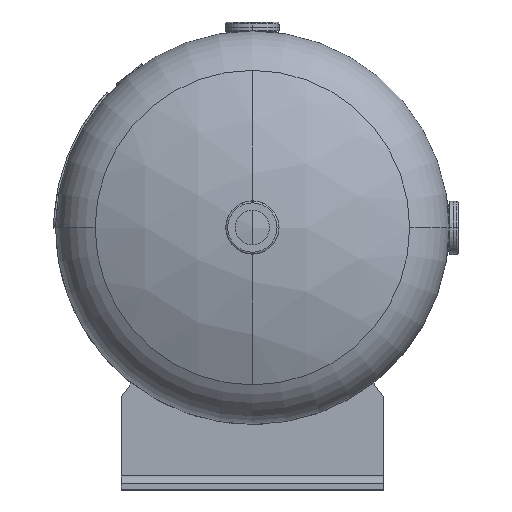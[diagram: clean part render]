
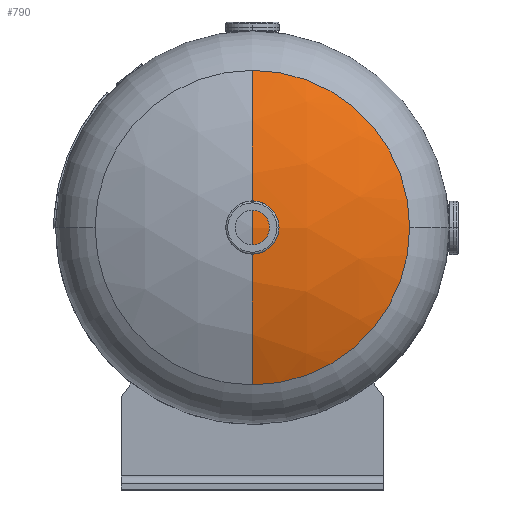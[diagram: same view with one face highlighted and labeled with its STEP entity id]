
A CAD part, top view. The second image highlights one B-rep face of the part: STEP entity #790.
In plain terms, the highlighted spherical face has radius 274.32 mm.
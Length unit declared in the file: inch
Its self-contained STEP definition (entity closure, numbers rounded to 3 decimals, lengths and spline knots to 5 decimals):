
#3 = CARTESIAN_POINT ( 'NONE',  ( 0., 3.71013, 0. ) ) ;
#81 = ORIENTED_EDGE ( 'NONE', *, *, #6383, .F. ) ;
#215 = CARTESIAN_POINT ( 'NONE',  ( 0., 4.83542, 0. ) ) ;
#347 = DIRECTION ( 'NONE',  ( 1., 0., 0. ) ) ;
#662 = EDGE_CURVE ( 'NONE', #4795, #7426, #9820, .T. ) ;
#790 = ADVANCED_FACE ( 'NONE', ( #8118 ), #1143, .T. ) ;
#888 = CARTESIAN_POINT ( 'NONE',  ( 0., 3.71013, 4.8 ) ) ;
#939 = AXIS2_PLACEMENT_3D ( 'NONE', #2132, #4661, #9967 ) ;
#946 = AXIS2_PLACEMENT_3D ( 'NONE', #7046, #9624, #8660 ) ;
#1044 = AXIS2_PLACEMENT_3D ( 'NONE', #7060, #6159, #4503 ) ;
#1143 = SPHERICAL_SURFACE ( 'NONE', #6349, 10.8 ) ;
#1819 = DIRECTION ( 'NONE',  ( 0., -1., 0. ) ) ;
#2054 = ORIENTED_EDGE ( 'NONE', *, *, #7977, .F. ) ;
#2132 = CARTESIAN_POINT ( 'NONE',  ( 0., -5.96458, 0. ) ) ;
#2679 = DIRECTION ( 'NONE',  ( 0., 0., -1. ) ) ;
#3944 = VERTEX_POINT ( 'NONE', #10708 ) ;
#4503 = DIRECTION ( 'NONE',  ( 0., 0., -1. ) ) ;
#4600 = CIRCLE ( 'NONE', #946, 10.8 ) ;
#4621 = EDGE_LOOP ( 'NONE', ( #2054, #6760, #81, #10002 ) ) ;
#4661 = DIRECTION ( 'NONE',  ( 0., 0., 1. ) ) ;
#4697 = DIRECTION ( 'NONE',  ( 0., 0., 1. ) ) ;
#4795 = VERTEX_POINT ( 'NONE', #8223 ) ;
#5111 = CIRCLE ( 'NONE', #9306, 4.8 ) ;
#5335 = CIRCLE ( 'NONE', #939, 10.8 ) ;
#6159 = DIRECTION ( 'NONE',  ( 0., -1., 0. ) ) ;
#6349 = AXIS2_PLACEMENT_3D ( 'NONE', #6403, #4697, #347 ) ;
#6383 = EDGE_CURVE ( 'NONE', #7426, #3944, #5111, .T. ) ;
#6403 = CARTESIAN_POINT ( 'NONE',  ( 0., -5.96458, 0. ) ) ;
#6560 = VERTEX_POINT ( 'NONE', #215 ) ;
#6760 = ORIENTED_EDGE ( 'NONE', *, *, #7528, .T. ) ;
#7046 = CARTESIAN_POINT ( 'NONE',  ( 0., -5.96458, 0. ) ) ;
#7060 = CARTESIAN_POINT ( 'NONE',  ( 0., 3.71013, 0. ) ) ;
#7426 = VERTEX_POINT ( 'NONE', #888 ) ;
#7528 = EDGE_CURVE ( 'NONE', #6560, #3944, #5335, .T. ) ;
#7977 = EDGE_CURVE ( 'NONE', #6560, #4795, #4600, .T. ) ;
#8118 = FACE_OUTER_BOUND ( 'NONE', #4621, .T. ) ;
#8223 = CARTESIAN_POINT ( 'NONE',  ( 4.8, 3.71013, 0. ) ) ;
#8660 = DIRECTION ( 'NONE',  ( -1., 0., 0. ) ) ;
#9306 = AXIS2_PLACEMENT_3D ( 'NONE', #3, #1819, #2679 ) ;
#9624 = DIRECTION ( 'NONE',  ( 0., 0., -1. ) ) ;
#9820 = CIRCLE ( 'NONE', #1044, 4.8 ) ;
#9967 = DIRECTION ( 'NONE',  ( 1., 0., 0. ) ) ;
#10002 = ORIENTED_EDGE ( 'NONE', *, *, #662, .F. ) ;
#10708 = CARTESIAN_POINT ( 'NONE',  ( -4.8, 3.71013, 0. ) ) ;
